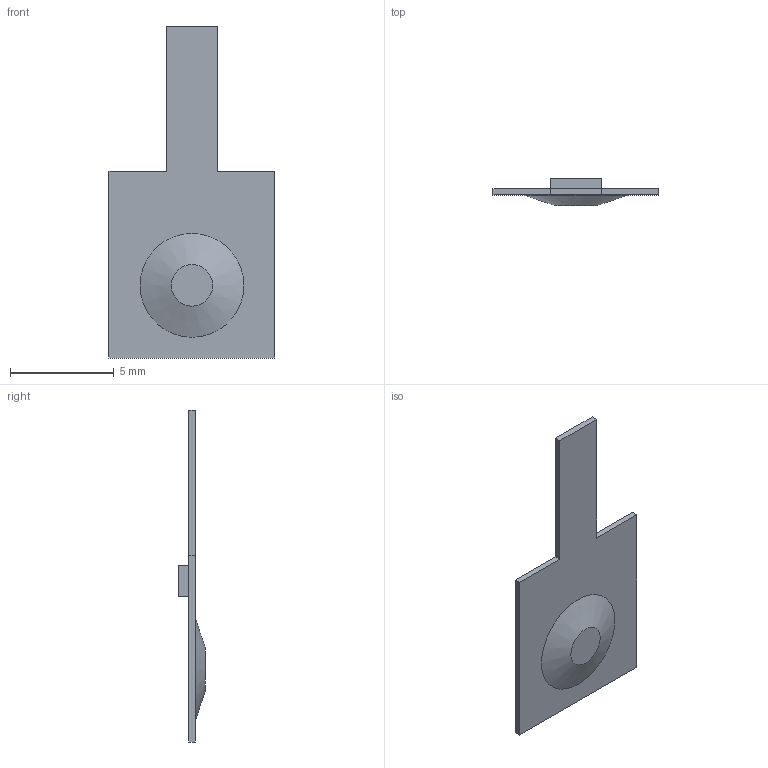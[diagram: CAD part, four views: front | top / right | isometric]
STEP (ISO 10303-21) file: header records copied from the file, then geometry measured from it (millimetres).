
FILE_DESCRIPTION(('Open CASCADE Model'),'2;1');
FILE_NAME('Open CASCADE Shape Model','2024-08-03T09:25:12',('Author'),( 'Open CASCADE'),'Open CASCADE STEP processor 7.7','Open CASCADE 7.7' ,'Unknown');
FILE_SCHEMA(('AUTOMOTIVE_DESIGN { 1 0 10303 214 1 1 1 1 }'));
Length unit declared in the file: millimetre
Products named in the file (2): 49316f40-517a-11ef-925a-0242ac120006; 49316f40-517a-11ef-925a-0242ac120006_part
Assembly tree (1 placements, depth 2):
  49316f40-517a-11ef-925a-0242ac120006
    49316f40-517a-11ef-925a-0242ac120006_part
Bounding box: 8 x 1.3 x 16 mm (x, y, z)
Volume: 33.8 mm3; surface area: 198.3 mm2
Topology: 1 solids, 1 shells, 17 faces, 39 edges, 26 vertices
Faces by surface type: plane 16, cone 1
Entity records: 1007 total; most frequent: CARTESIAN_POINT 165, DIRECTION 154, LINE 110, VECTOR 110, ORIENTED_EDGE 78, PCURVE 78, DEFINITIONAL_REPRESENTATION 78, EDGE_CURVE 39
